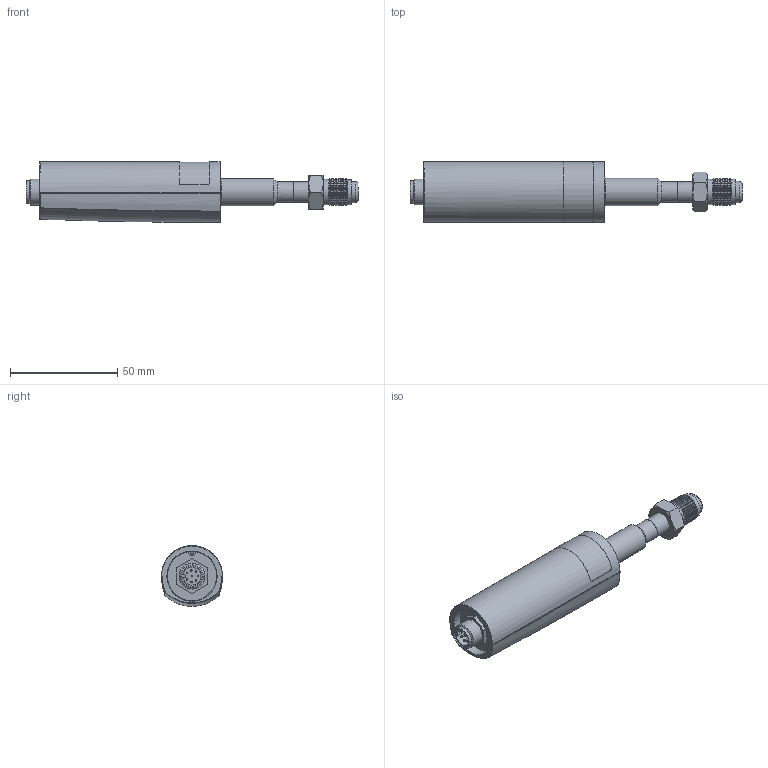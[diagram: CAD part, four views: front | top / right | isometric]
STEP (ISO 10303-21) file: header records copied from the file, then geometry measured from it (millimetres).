
FILE_DESCRIPTION((''),'2;1');
FILE_NAME('CDG020D_M12_4-VCRm.stp','2012-06-28T07:17:22',('BEM'),(''),'Autodesk Inventor 2012','Autodesk Inventor 2012','');
FILE_SCHEMA(('AUTOMOTIVE_DESIGN { 1 0 10303 214 1 1 1 1 }'));
Length unit declared in the file: millimetre
Products named in the file (1): CDG020D_M12_4-VCRm
Bounding box: 154.64 x 28.3 x 28.28 mm (x, y, z)
Volume: 29406.9 mm3; surface area: 32282.7 mm2
Topology: 1 solids, 1 shells, 831 faces, 2203 edges, 1374 vertices
Faces by surface type: plane 448, cylinder 268, cone 58, torus 41, bspline 14, sphere 2
Full cylindrical faces by diameter (mm): 0.6 x4, 0.75 x8, 0.8 x8, 0.85 x8, 1 x2, 1.1 x1, 1.4 x1, 2.013 x2, 6.35 x1, 7.874 x1, 7.9 x1, 9.45 x1, 9.5 x1, 9.525 x1, 9.55 x1, 9.906 x2, 10.2 x2, 10.5 x2, 11.7 x1, 11.783 x13, 12 x2, 12.4 x1, 12.7 x14, 13.5 x1, 14 x2, 14.4 x1, 16 x1, 17.5 x1, 23 x1
Entity records: 27169 total; most frequent: CARTESIAN_POINT 6014, DIRECTION 4292, ORIENTED_EDGE 4070, EDGE_CURVE 2035, AXIS2_PLACEMENT_3D 1541, VERTEX_POINT 1351, VECTOR 1210, LINE 1210
